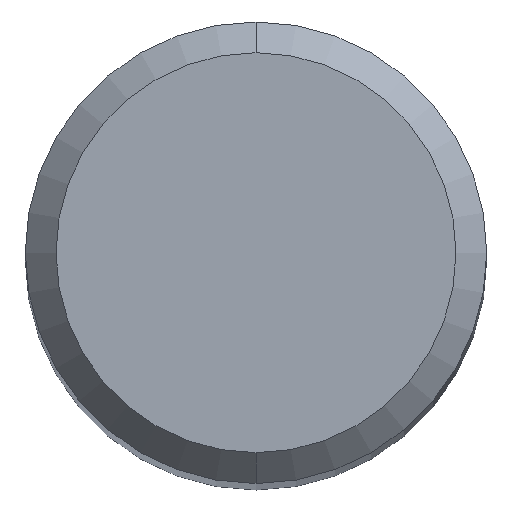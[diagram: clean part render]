
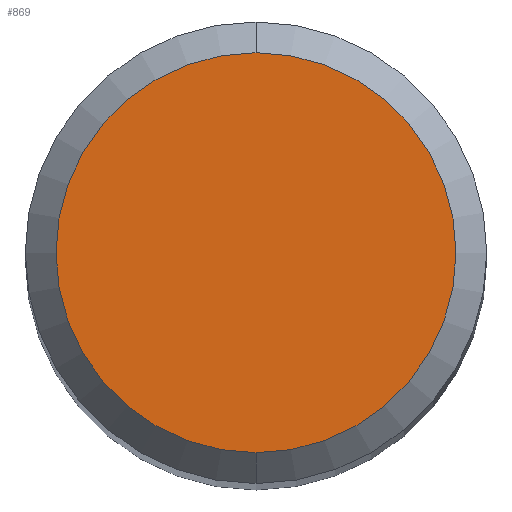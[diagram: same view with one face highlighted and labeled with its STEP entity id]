
A CAD part, top view. The second image highlights one B-rep face of the part: STEP entity #869.
In plain terms, the highlighted planar face has unit normal (0, 0, 1).
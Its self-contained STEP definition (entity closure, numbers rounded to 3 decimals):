
#427=EDGE_CURVE('',#845,#847,#1054,.T.);
#497=EDGE_CURVE('',#847,#845,#1132,.T.);
#845=VERTEX_POINT('',#1509);
#847=VERTEX_POINT('',#1511);
#869=ADVANCED_FACE('',(#1536),#1537,.T.);
#1054=CIRCLE('',#2044,2.6);
#1132=CIRCLE('',#2329,2.6);
#1509=CARTESIAN_POINT('',(0.0,2.6,0.0));
#1511=CARTESIAN_POINT('',(0.,-2.6,0.0));
#1536=FACE_OUTER_BOUND('',#8941,.T.);
#1537=PLANE('',#8942);
#2044=AXIS2_PLACEMENT_3D('',#9554,#9555,#9556);
#2329=AXIS2_PLACEMENT_3D('',#9654,#9655,#9656);
#8941=EDGE_LOOP('',(#10055,#10056));
#8942=AXIS2_PLACEMENT_3D('',#10057,#10058,#10059);
#9554=CARTESIAN_POINT('',(0.0,0.0,0.0));
#9555=DIRECTION('',(0.0,0.0,-1.0));
#9556=DIRECTION('',(0.0,1.0,0.0));
#9654=CARTESIAN_POINT('',(0.0,0.0,0.0));
#9655=DIRECTION('',(0.0,0.0,-1.0));
#9656=DIRECTION('',(0.0,1.0,0.0));
#10055=ORIENTED_EDGE('',*,*,#427,.F.);
#10056=ORIENTED_EDGE('',*,*,#497,.F.);
#10057=CARTESIAN_POINT('',(0.0,1.3,0.0));
#10058=DIRECTION('',(-0.0,0.0,1.0));
#10059=DIRECTION('',(0.0,-1.0,0.0));
